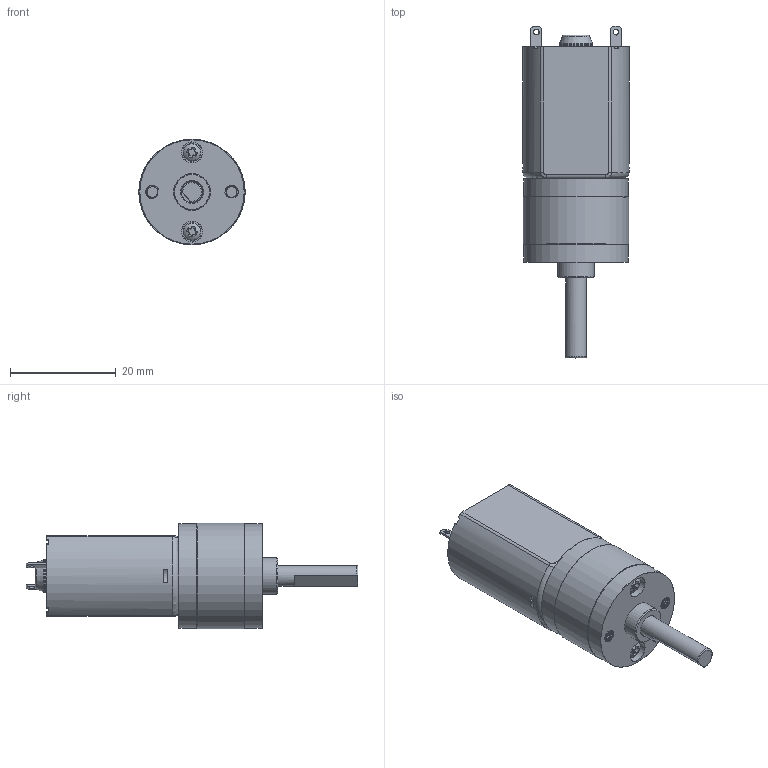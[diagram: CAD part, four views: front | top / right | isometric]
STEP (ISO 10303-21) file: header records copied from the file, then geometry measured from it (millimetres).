
FILE_DESCRIPTION(/* description */ (''),/* implementation_level */ '2;1');
FILE_NAME(/* name */ '22mm motor.step',/* time_stamp */ '2022-08-05T19:34:15-04:00',/* author */ (''),/* organization */ (''),/* preprocessor_version */ 'ST-DEVELOPER v19',/* originating_system */ 'Autodesk Translation Framework v11.7.0.108',/* authorisation */ '');
FILE_SCHEMA (('AUTOMOTIVE_DESIGN { 1 0 10303 214 3 1 1 }'));
Length unit declared in the file: inch
Products named in the file (1): 638402
Bounding box: 20.1 x 62.89 x 20 mm (x, y, z)
Volume: 3771.3 mm3; surface area: 7004.4 mm2
Topology: 1 solids, 1 shells, 432 faces, 1188 edges, 772 vertices
Faces by surface type: cylinder 251, plane 110, torus 28, bspline 26, cone 11, sphere 6
Full cylindrical faces by diameter (mm): 1.1 x2, 1.48 x62, 1.6 x8, 2 x64, 2.05 x14, 2.07 x4, 2.5 x14, 2.97 x2, 3.4 x2, 3.9 x2, 3.95 x1, 4 x1, 6.299 x1, 6.96 x1, 11.51 x1, 18.13 x1, 19.8 x2, 20 x1
Entity records: 42439 total; most frequent: CARTESIAN_POINT 32133, ORIENTED_EDGE 2368, DIRECTION 1854, EDGE_CURVE 1184, VERTEX_POINT 772, AXIS2_PLACEMENT_3D 733, EDGE_LOOP 474, B_SPLINE_CURVE_WITH_KNOTS 468
